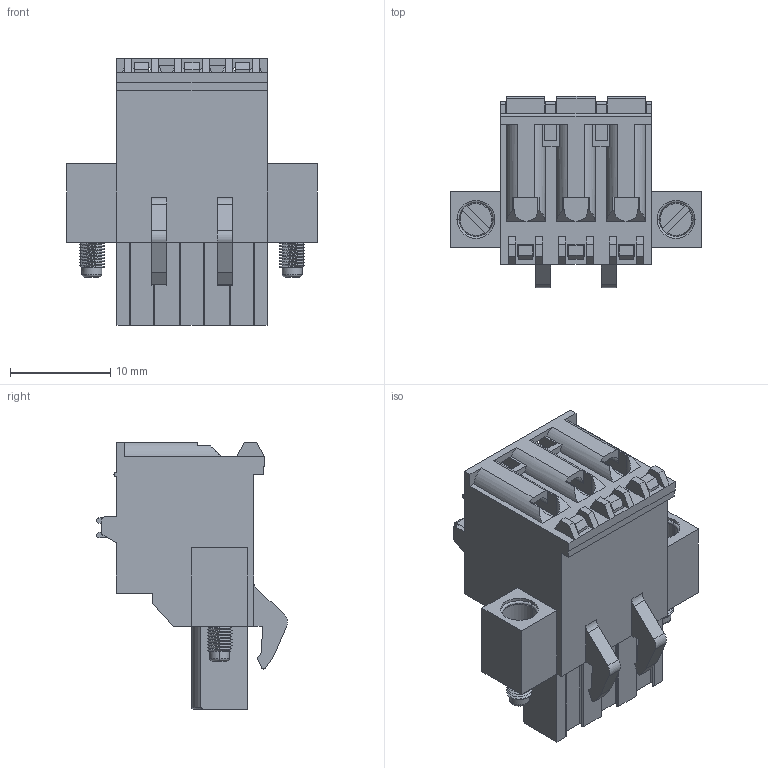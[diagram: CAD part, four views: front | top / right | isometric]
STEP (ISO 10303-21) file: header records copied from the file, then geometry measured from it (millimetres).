
FILE_DESCRIPTION (( 'STEP AP214' ), '1' );
FILE_NAME ('2EDGKDBM-5.0-03P-14-00AH.STEP', '2021-03-11T02:57:43', ( '' ), ( '' ), 'SwSTEP 2.0', 'SolidWorks 2020', '' );
FILE_SCHEMA (( 'AUTOMOTIVE_DESIGN' ));
Length unit declared in the file: millimetre
Products named in the file (1): 2EDGKDBM-5.0-03P-14-00AH
Bounding box: 25 x 19.1 x 26.6 mm (x, y, z)
Volume: 3805.1 mm3; surface area: 3794.1 mm2
Topology: 1 solids, 1 shells, 885 faces, 2420 edges, 1583 vertices
Faces by surface type: plane 574, bspline 150, cylinder 130, cone 16, torus 15
Entity records: 41903 total; most frequent: CARTESIAN_POINT 15517, ORIENTED_EDGE 4838, DIRECTION 3758, EDGE_CURVE 2419, VECTOR 1644, LINE 1644, VERTEX_POINT 1581, AXIS2_PLACEMENT_3D 1057
